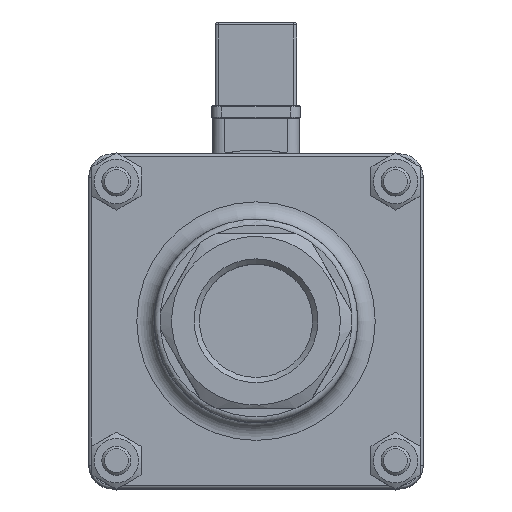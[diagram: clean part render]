
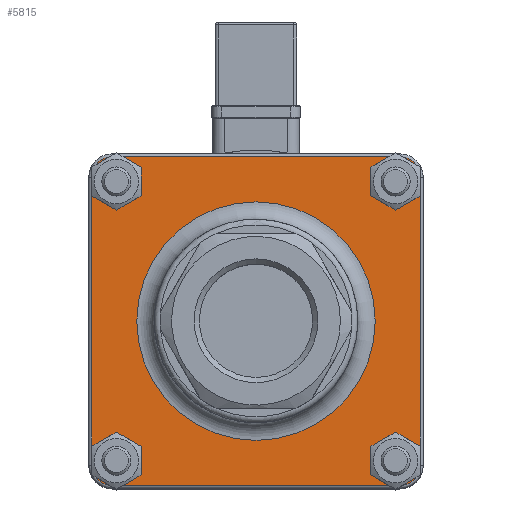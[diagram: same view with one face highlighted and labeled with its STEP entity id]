
A CAD part, top view. The second image highlights one B-rep face of the part: STEP entity #5815.
In plain terms, the highlighted planar face has unit normal (0, 0, 1).
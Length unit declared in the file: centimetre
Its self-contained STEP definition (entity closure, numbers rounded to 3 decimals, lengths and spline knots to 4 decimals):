
#233=LINE('',#10006,#503);
#235=LINE('',#10024,#505);
#237=LINE('',#10029,#507);
#238=LINE('',#10039,#508);
#503=VECTOR('',#7748,9.9);
#505=VECTOR('',#7772,9.9);
#507=VECTOR('',#7778,9.9);
#508=VECTOR('',#7793,9.9);
#868=FACE_BOUND('',#2481,.T.);
#869=FACE_BOUND('',#2482,.T.);
#870=FACE_BOUND('',#2483,.T.);
#871=FACE_BOUND('',#2484,.T.);
#872=FACE_BOUND('',#2485,.T.);
#1265=CIRCLE('',#5944,0.765);
#1282=CIRCLE('',#5991,0.765);
#1299=CIRCLE('',#6038,0.765);
#1316=CIRCLE('',#6085,0.765);
#1477=CIRCLE('',#6399,0.7);
#1481=CIRCLE('',#6404,0.7);
#1485=CIRCLE('',#6411,0.7);
#1487=CIRCLE('',#6414,0.7);
#1488=CIRCLE('',#6419,4.1);
#1719=PLANE('',#6418);
#2022=FACE_OUTER_BOUND('',#2480,.T.);
#2480=EDGE_LOOP('',(#4930,#4931,#4932,#4933,#4934,#4935,#4936,#4937));
#2481=EDGE_LOOP('',(#4938));
#2482=EDGE_LOOP('',(#4939));
#2483=EDGE_LOOP('',(#4940));
#2484=EDGE_LOOP('',(#4941));
#2485=EDGE_LOOP('',(#4942));
#2658=VERTEX_POINT('',#8424);
#2699=VERTEX_POINT('',#8602);
#2740=VERTEX_POINT('',#8780);
#2781=VERTEX_POINT('',#8958);
#2992=VERTEX_POINT('',#10003);
#2993=VERTEX_POINT('',#10005);
#2995=VERTEX_POINT('',#10011);
#2996=VERTEX_POINT('',#10016);
#2998=VERTEX_POINT('',#10022);
#2999=VERTEX_POINT('',#10026);
#3000=VERTEX_POINT('',#10031);
#3001=VERTEX_POINT('',#10035);
#3002=VERTEX_POINT('',#10045);
#3156=EDGE_CURVE('',#2658,#2658,#1265,.T.);
#3215=EDGE_CURVE('',#2699,#2699,#1282,.T.);
#3274=EDGE_CURVE('',#2740,#2740,#1299,.T.);
#3333=EDGE_CURVE('',#2781,#2781,#1316,.T.);
#3655=EDGE_CURVE('',#2992,#2993,#233,.T.);
#3659=EDGE_CURVE('',#2995,#2992,#1477,.T.);
#3663=EDGE_CURVE('',#2993,#2996,#1481,.T.);
#3665=EDGE_CURVE('',#2998,#2995,#235,.T.);
#3668=EDGE_CURVE('',#2996,#2999,#237,.T.);
#3670=EDGE_CURVE('',#3000,#2998,#1485,.T.);
#3672=EDGE_CURVE('',#2999,#3001,#1487,.T.);
#3673=EDGE_CURVE('',#3001,#3000,#238,.T.);
#3676=EDGE_CURVE('',#3002,#3002,#1488,.T.);
#4930=ORIENTED_EDGE('',*,*,#3655,.F.);
#4931=ORIENTED_EDGE('',*,*,#3659,.F.);
#4932=ORIENTED_EDGE('',*,*,#3665,.F.);
#4933=ORIENTED_EDGE('',*,*,#3670,.F.);
#4934=ORIENTED_EDGE('',*,*,#3673,.F.);
#4935=ORIENTED_EDGE('',*,*,#3672,.F.);
#4936=ORIENTED_EDGE('',*,*,#3668,.F.);
#4937=ORIENTED_EDGE('',*,*,#3663,.F.);
#4938=ORIENTED_EDGE('',*,*,#3156,.T.);
#4939=ORIENTED_EDGE('',*,*,#3215,.T.);
#4940=ORIENTED_EDGE('',*,*,#3274,.T.);
#4941=ORIENTED_EDGE('',*,*,#3333,.T.);
#4942=ORIENTED_EDGE('',*,*,#3676,.F.);
#5815=ADVANCED_FACE('',(#2022,#868,#869,#870,#871,#872),#1719,.T.);
#5944=AXIS2_PLACEMENT_3D('',#8425,#6667,#6668);
#5991=AXIS2_PLACEMENT_3D('',#8603,#6779,#6780);
#6038=AXIS2_PLACEMENT_3D('',#8781,#6891,#6892);
#6085=AXIS2_PLACEMENT_3D('',#8959,#7003,#7004);
#6399=AXIS2_PLACEMENT_3D('',#10013,#7756,#7757);
#6404=AXIS2_PLACEMENT_3D('',#10020,#7766,#7767);
#6411=AXIS2_PLACEMENT_3D('',#10033,#7783,#7784);
#6414=AXIS2_PLACEMENT_3D('',#10037,#7789,#7790);
#6418=AXIS2_PLACEMENT_3D('',#10044,#7800,#7801);
#6419=AXIS2_PLACEMENT_3D('',#10046,#7802,#7803);
#6667=DIRECTION('center_axis',(0.,0.,-1.));
#6668=DIRECTION('ref_axis',(0.,1.,0.));
#6779=DIRECTION('center_axis',(0.,0.,-1.));
#6780=DIRECTION('ref_axis',(0.,1.,0.));
#6891=DIRECTION('center_axis',(0.,0.,-1.));
#6892=DIRECTION('ref_axis',(0.,1.,0.));
#7003=DIRECTION('center_axis',(0.,0.,-1.));
#7004=DIRECTION('ref_axis',(0.,1.,0.));
#7748=DIRECTION('',(-1.,0.,0.));
#7756=DIRECTION('center_axis',(0.,0.,-1.));
#7757=DIRECTION('ref_axis',(0.707,-0.707,0.));
#7766=DIRECTION('center_axis',(0.,0.,-1.));
#7767=DIRECTION('ref_axis',(-0.707,-0.707,0.));
#7772=DIRECTION('',(0.,-1.,0.));
#7778=DIRECTION('',(0.,1.,0.));
#7783=DIRECTION('center_axis',(0.,0.,-1.));
#7784=DIRECTION('ref_axis',(0.707,0.707,0.));
#7789=DIRECTION('center_axis',(0.,0.,-1.));
#7790=DIRECTION('ref_axis',(-0.707,0.707,0.));
#7793=DIRECTION('',(1.,0.,0.));
#7800=DIRECTION('center_axis',(0.,0.,1.));
#7801=DIRECTION('ref_axis',(1.,0.,0.));
#7802=DIRECTION('center_axis',(0.,0.,1.));
#7803=DIRECTION('ref_axis',(-1.,0.,0.));
#8424=CARTESIAN_POINT('',(-4.8,-4.035,1.55));
#8425=CARTESIAN_POINT('Origin',(-4.8,-4.8,1.55));
#8602=CARTESIAN_POINT('',(4.8,-4.035,1.55));
#8603=CARTESIAN_POINT('Origin',(4.8,-4.8,1.55));
#8780=CARTESIAN_POINT('',(-4.8,5.565,1.55));
#8781=CARTESIAN_POINT('Origin',(-4.8,4.8,1.55));
#8958=CARTESIAN_POINT('',(4.8,5.565,1.55));
#8959=CARTESIAN_POINT('Origin',(4.8,4.8,1.55));
#10003=CARTESIAN_POINT('',(4.95,-5.65,1.55));
#10005=CARTESIAN_POINT('',(-4.95,-5.65,1.55));
#10006=CARTESIAN_POINT('',(2.875,-5.65,1.55));
#10011=CARTESIAN_POINT('',(5.65,-4.95,1.55));
#10013=CARTESIAN_POINT('Origin',(4.95,-4.95,1.55));
#10016=CARTESIAN_POINT('',(-5.65,-4.95,1.55));
#10020=CARTESIAN_POINT('Origin',(-4.95,-4.95,1.55));
#10022=CARTESIAN_POINT('',(5.65,4.95,1.55));
#10024=CARTESIAN_POINT('',(5.65,2.875,1.55));
#10026=CARTESIAN_POINT('',(-5.65,4.95,1.55));
#10029=CARTESIAN_POINT('',(-5.65,-2.875,1.55));
#10031=CARTESIAN_POINT('',(4.95,5.65,1.55));
#10033=CARTESIAN_POINT('Origin',(4.95,4.95,1.55));
#10035=CARTESIAN_POINT('',(-4.95,5.65,1.55));
#10037=CARTESIAN_POINT('Origin',(-4.95,4.95,1.55));
#10039=CARTESIAN_POINT('',(-2.875,5.65,1.55));
#10044=CARTESIAN_POINT('Origin',(0.,0.,
1.55));
#10045=CARTESIAN_POINT('',(4.1,0.,1.55));
#10046=CARTESIAN_POINT('Origin',(0.,0.,1.55));
